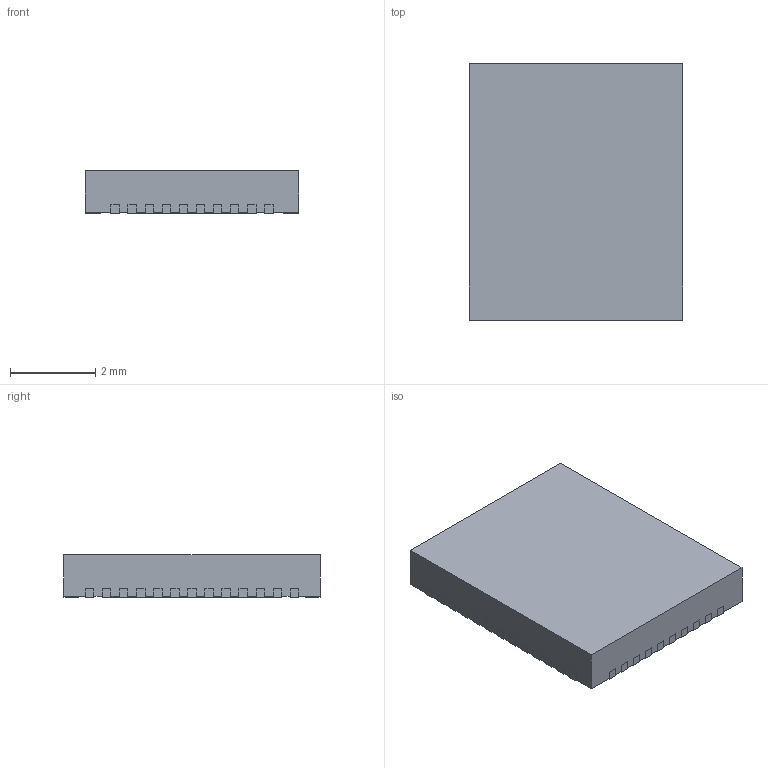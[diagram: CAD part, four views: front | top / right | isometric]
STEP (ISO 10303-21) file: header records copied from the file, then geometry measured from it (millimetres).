
FILE_DESCRIPTION((''),'2;1');
FILE_NAME('RJV0046A_ASM','2018-01-25T09:18:18',('a0412086'),(''),'CREO PARAMETRIC BY PTC INC, 2017260','CREO PARAMETRIC BY PTC INC, 2017260','');
FILE_SCHEMA(('AUTOMOTIVE_DESIGN { 1 0 10303 214 1 1 1 1 }'));
Length unit declared in the file: millimetre
Products named in the file (4): BODY-QFN; FRAME-RJV0046A; PIN1-ID; RJV0046A_ASM
Assembly tree (3 placements, depth 2):
  RJV0046A_ASM
    BODY-QFN
    FRAME-RJV0046A
    PIN1-ID
Bounding box: 5 x 6 x 1 mm (x, y, z)
Volume: 29.6 mm3; surface area: 155.6 mm2
Topology: 48 solids, 48 shells, 537 faces, 1314 edges, 876 vertices
Faces by surface type: plane 429, cylinder 108
Entity records: 20568 total; most frequent: CARTESIAN_POINT 2777, DIRECTION 2670, ORIENTED_EDGE 2628, PRESENTATION_STYLE_ASSIGNMENT 1409, STYLED_ITEM 1363, CURVE_STYLE 1314, EDGE_CURVE 1314, VECTOR 1098
